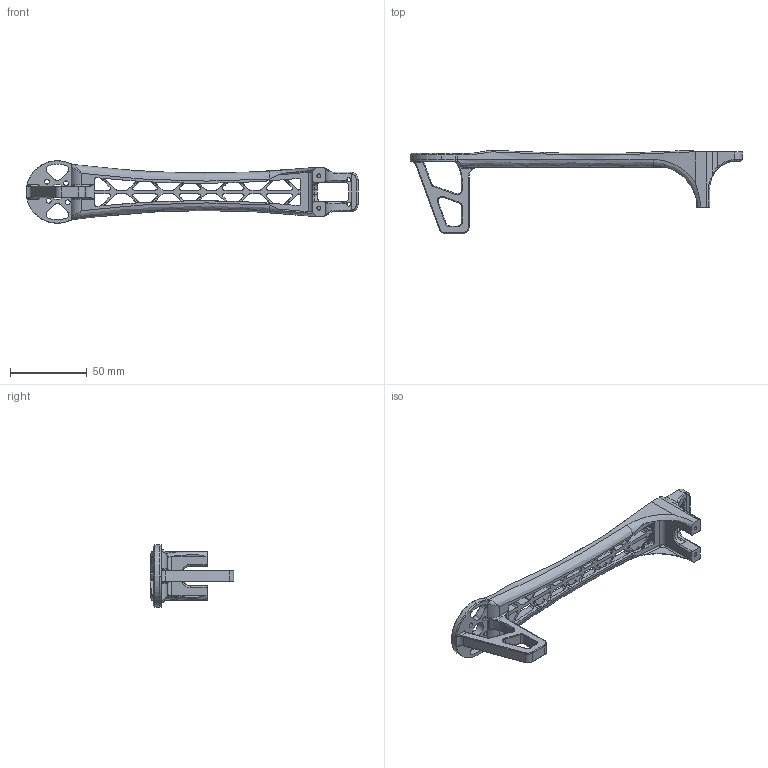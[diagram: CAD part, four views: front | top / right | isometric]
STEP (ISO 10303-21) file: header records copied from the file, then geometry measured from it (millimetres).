
FILE_DESCRIPTION (( 'STEP AP203' ), '1' );
FILE_NAME ('F450 F550 Arm_Default_sldprt.STEP', '2016-02-29T23:29:58', ( '' ), ( '' ), 'SwSTEP 2.0', 'SolidWorks 2015', '' );
FILE_SCHEMA (( 'CONFIG_CONTROL_DESIGN' ));
Length unit declared in the file: millimetre
Products named in the file (1): F450 F550 Arm_Default_sldprt
Bounding box: 216 x 54.25 x 40.8 mm (x, y, z)
Volume: 36610.9 mm3; surface area: 26341.4 mm2
Topology: 1 solids, 1 shells, 611 faces, 1659 edges, 988 vertices
Faces by surface type: cylinder 293, bspline 149, plane 144, cone 25
Entity records: 27182 total; most frequent: CARTESIAN_POINT 13250, ORIENTED_EDGE 3234, DIRECTION 2504, EDGE_CURVE 1617, VERTEX_POINT 988, AXIS2_PLACEMENT_3D 916, VECTOR 672, LINE 672
